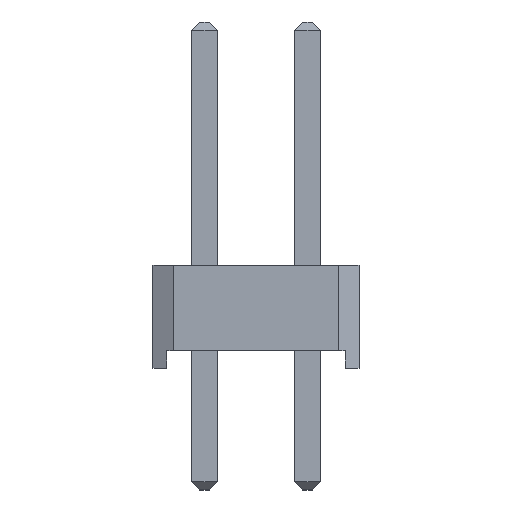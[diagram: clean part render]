
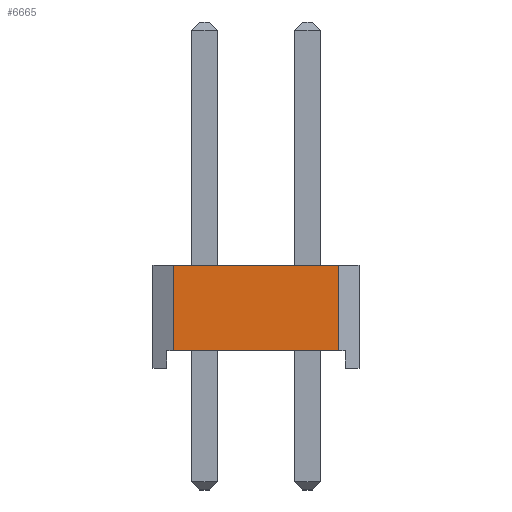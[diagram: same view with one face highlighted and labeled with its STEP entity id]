
A CAD part, front view. The second image highlights one B-rep face of the part: STEP entity #6665.
In plain terms, the highlighted face is planar.
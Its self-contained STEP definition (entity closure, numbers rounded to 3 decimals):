
#268=ORIENTED_EDGE('',*,*,#1540,.T.);
#269=ORIENTED_EDGE('',*,*,#1452,.T.);
#270=ORIENTED_EDGE('',*,*,#1541,.F.);
#271=ORIENTED_EDGE('',*,*,#1497,.F.);
#1452=EDGE_CURVE('',#2118,#2119,#2530,.T.);
#1497=EDGE_CURVE('',#2132,#2133,#2575,.T.);
#1540=EDGE_CURVE('',#2132,#2118,#2618,.T.);
#1541=EDGE_CURVE('',#2133,#2119,#2619,.T.);
#2118=VERTEX_POINT('',#8633);
#2119=VERTEX_POINT('',#8634);
#2132=VERTEX_POINT('',#8703);
#2133=VERTEX_POINT('',#8705);
#2530=LINE('',#8632,#3196);
#2575=LINE('',#8704,#3241);
#2618=LINE('',#8773,#3284);
#2619=LINE('',#8774,#3285);
#3196=VECTOR('',#7332,1000.);
#3241=VECTOR('',#7401,1000.);
#3284=VECTOR('',#7470,1000.);
#3285=VECTOR('',#7471,1000.);
#3815=EDGE_LOOP('',(#268,#269,#270,#271));
#4119=FACE_BOUND('',#3815,.T.);
#4423=PLANE('',#6952);
#6665=ADVANCED_FACE('',(#4119),#4423,.F.);
#6952=AXIS2_PLACEMENT_3D('',#8772,#7468,#7469);
#7332=DIRECTION('',(0.,1.,0.));
#7401=DIRECTION('',(0.,1.,0.));
#7468=DIRECTION('',(-1.,0.,0.));
#7469=DIRECTION('',(0.,0.,1.));
#7470=DIRECTION('',(0.,0.,-1.));
#7471=DIRECTION('',(0.,0.,-1.));
#8632=CARTESIAN_POINT('',(7.62,0.,-3.31));
#8633=CARTESIAN_POINT('',(7.62,-0.832,-3.31));
#8634=CARTESIAN_POINT('',(7.62,1.27,-3.31));
#8703=CARTESIAN_POINT('',(7.62,-0.832,0.77));
#8704=CARTESIAN_POINT('',(7.62,0.,0.77));
#8705=CARTESIAN_POINT('',(7.62,1.27,0.77));
#8772=CARTESIAN_POINT('',(7.62,0.,0.));
#8773=CARTESIAN_POINT('',(7.62,-0.832,0.93));
#8774=CARTESIAN_POINT('',(7.62,1.27,1.27));
